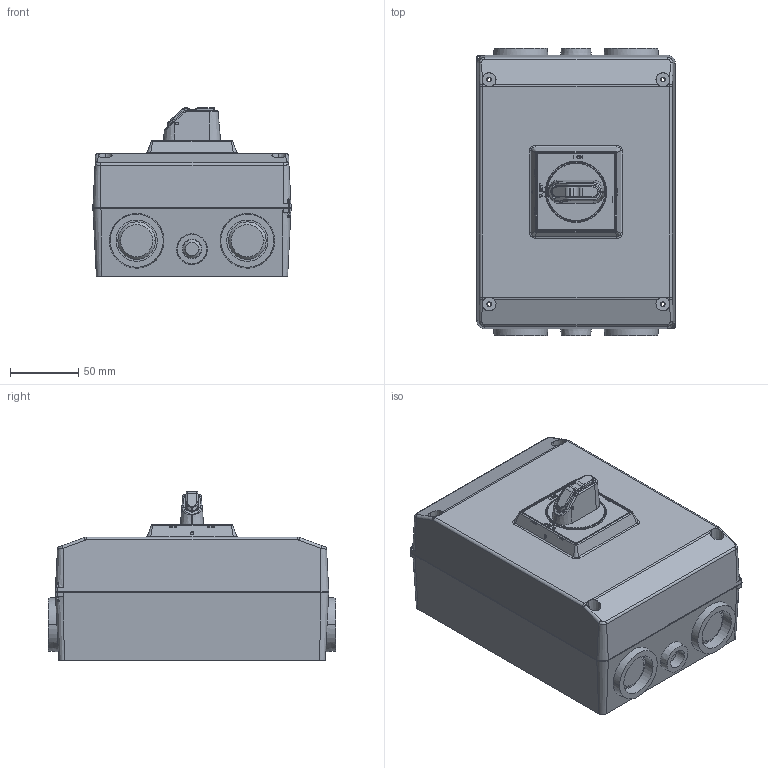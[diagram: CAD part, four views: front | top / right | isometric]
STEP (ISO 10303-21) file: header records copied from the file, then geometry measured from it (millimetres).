
FILE_DESCRIPTION((''),'2;1');
FILE_NAME('OTPK201490SM32_SW0002','2021-06-23T10:28:28',('FIJOKON'),(''),'CREO PARAMETRIC BY PTC INC, 2020184','CREO PARAMETRIC BY PTC INC, 2020184','');
FILE_SCHEMA(('AUTOMOTIVE_DESIGN { 1 0 10303 214 1 1 1 1 }'));
Length unit declared in the file: millimetre
Products named in the file (1): OTPK201490SM32_SW0002
Bounding box: 145.24 x 210.24 x 123.28 mm (x, y, z)
Volume: 2573601.5 mm3; surface area: 135666.3 mm2
Topology: 1 solids, 1 shells, 784 faces, 2092 edges, 1357 vertices
Faces by surface type: plane 405, cylinder 193, bspline 66, extrusion 52, cone 44, torus 22, sphere 2
Entity records: 39427 total; most frequent: CARTESIAN_POINT 14895, ORIENTED_EDGE 4164, DIRECTION 3514, EDGE_CURVE 2082, VERTEX_POINT 1357, VECTOR 1259, LINE 1207, AXIS2_PLACEMENT_3D 1126
